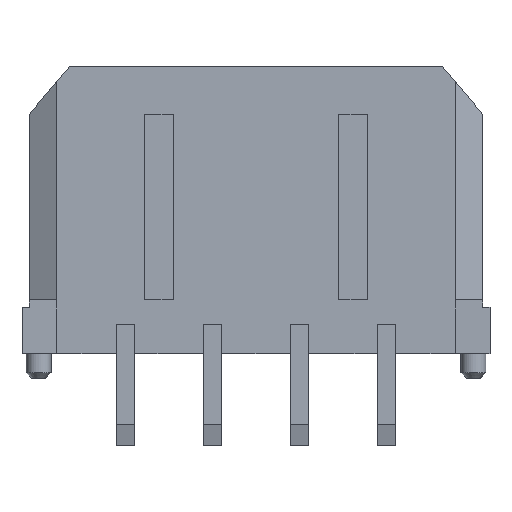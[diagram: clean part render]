
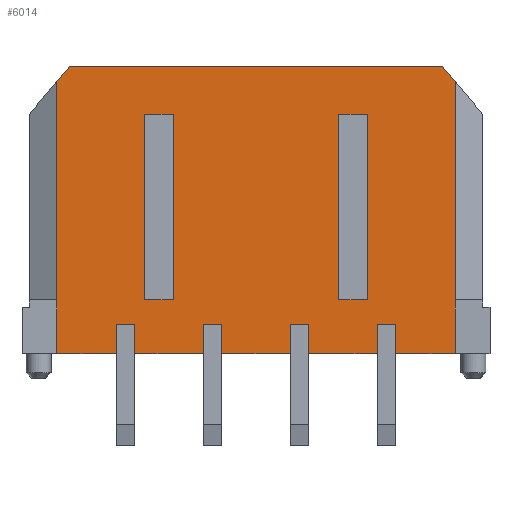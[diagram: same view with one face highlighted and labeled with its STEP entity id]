
A CAD part, front view. The second image highlights one B-rep face of the part: STEP entity #6014.
In plain terms, the highlighted planar face has unit normal (0, -1, 0).
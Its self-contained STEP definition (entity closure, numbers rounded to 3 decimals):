
#1507=DIRECTION('',(1.,0.,0.));
#1508=VECTOR('',#1507,1.);
#1509=CARTESIAN_POINT('',(-3.85,-3.47,3.3));
#1510=LINE('',#1509,#1508);
#1511=DIRECTION('',(0.,0.,1.));
#1512=VECTOR('',#1511,6.41);
#1513=CARTESIAN_POINT('',(-3.85,-3.47,-3.11));
#1514=LINE('',#1513,#1512);
#1515=DIRECTION('',(1.,0.,0.));
#1516=VECTOR('',#1515,1.);
#1517=CARTESIAN_POINT('',(-3.85,-3.47,-3.11));
#1518=LINE('',#1517,#1516);
#1519=DIRECTION('',(0.,0.,1.));
#1520=VECTOR('',#1519,6.41);
#1521=CARTESIAN_POINT('',(-2.85,-3.47,-3.11));
#1522=LINE('',#1521,#1520);
#1523=DIRECTION('',(1.,0.,0.));
#1524=VECTOR('',#1523,1.);
#1525=CARTESIAN_POINT('',(2.85,-3.47,3.3));
#1526=LINE('',#1525,#1524);
#1527=DIRECTION('',(0.,0.,1.));
#1528=VECTOR('',#1527,6.41);
#1529=CARTESIAN_POINT('',(2.85,-3.47,-3.11));
#1530=LINE('',#1529,#1528);
#1531=DIRECTION('',(1.,0.,0.));
#1532=VECTOR('',#1531,1.);
#1533=CARTESIAN_POINT('',(2.85,-3.47,-3.11));
#1534=LINE('',#1533,#1532);
#1535=DIRECTION('',(0.,0.,1.));
#1536=VECTOR('',#1535,6.41);
#1537=CARTESIAN_POINT('',(3.85,-3.47,-3.11));
#1538=LINE('',#1537,#1536);
#1539=DIRECTION('',(0.,0.,1.));
#1540=VECTOR('',#1539,1.);
#1541=CARTESIAN_POINT('',(-4.82,-3.47,-4.96));
#1542=LINE('',#1541,#1540);
#1543=DIRECTION('',(0.,0.,-1.));
#1544=VECTOR('',#1543,7.53);
#1545=CARTESIAN_POINT('',(-6.875,-3.47,4.42));
#1546=LINE('',#1545,#1544);
#1547=DIRECTION('',(-0.647,0.,-0.763));
#1548=VECTOR('',#1547,0.696);
#1549=CARTESIAN_POINT('',(-6.425,-3.47,4.95));
#1550=LINE('',#1549,#1548);
#1551=DIRECTION('',(1.,0.,0.));
#1552=VECTOR('',#1551,12.85);
#1553=CARTESIAN_POINT('',(-6.425,-3.47,4.95));
#1554=LINE('',#1553,#1552);
#1555=DIRECTION('',(-0.647,0.,0.763));
#1556=VECTOR('',#1555,0.696);
#1557=CARTESIAN_POINT('',(6.875,-3.47,4.42));
#1558=LINE('',#1557,#1556);
#1559=DIRECTION('',(0.,0.,-1.));
#1560=VECTOR('',#1559,7.53);
#1561=CARTESIAN_POINT('',(6.875,-3.47,4.42));
#1562=LINE('',#1561,#1560);
#1563=DIRECTION('',(0.,0.,-1.));
#1564=VECTOR('',#1563,1.85);
#1565=CARTESIAN_POINT('',(6.875,-3.47,-3.11));
#1566=LINE('',#1565,#1564);
#1567=DIRECTION('',(0.,0.,1.));
#1568=VECTOR('',#1567,1.);
#1569=CARTESIAN_POINT('',(4.82,-3.47,-4.96));
#1570=LINE('',#1569,#1568);
#1571=DIRECTION('',(1.,0.,0.));
#1572=VECTOR('',#1571,0.64);
#1573=CARTESIAN_POINT('',(4.18,-3.47,-3.96));
#1574=LINE('',#1573,#1572);
#1575=DIRECTION('',(0.,0.,1.));
#1576=VECTOR('',#1575,1.);
#1577=CARTESIAN_POINT('',(4.18,-3.47,-4.96));
#1578=LINE('',#1577,#1576);
#1579=DIRECTION('',(0.,0.,1.));
#1580=VECTOR('',#1579,1.);
#1581=CARTESIAN_POINT('',(1.82,-3.47,-4.96));
#1582=LINE('',#1581,#1580);
#1583=DIRECTION('',(1.,0.,0.));
#1584=VECTOR('',#1583,0.64);
#1585=CARTESIAN_POINT('',(1.18,-3.47,-3.96));
#1586=LINE('',#1585,#1584);
#1587=DIRECTION('',(0.,0.,1.));
#1588=VECTOR('',#1587,1.);
#1589=CARTESIAN_POINT('',(1.18,-3.47,-4.96));
#1590=LINE('',#1589,#1588);
#1591=DIRECTION('',(0.,0.,1.));
#1592=VECTOR('',#1591,1.);
#1593=CARTESIAN_POINT('',(-1.18,-3.47,-4.96));
#1594=LINE('',#1593,#1592);
#1595=DIRECTION('',(1.,0.,0.));
#1596=VECTOR('',#1595,0.64);
#1597=CARTESIAN_POINT('',(-1.82,-3.47,-3.96));
#1598=LINE('',#1597,#1596);
#1599=DIRECTION('',(0.,0.,1.));
#1600=VECTOR('',#1599,1.);
#1601=CARTESIAN_POINT('',(-1.82,-3.47,-4.96));
#1602=LINE('',#1601,#1600);
#1603=DIRECTION('',(0.,0.,1.));
#1604=VECTOR('',#1603,1.);
#1605=CARTESIAN_POINT('',(-4.18,-3.47,-4.96));
#1606=LINE('',#1605,#1604);
#1607=DIRECTION('',(1.,0.,0.));
#1608=VECTOR('',#1607,0.64);
#1609=CARTESIAN_POINT('',(-4.82,-3.47,-3.96));
#1610=LINE('',#1609,#1608);
#1747=DIRECTION('',(-1.,0.,0.));
#1748=VECTOR('',#1747,2.055);
#1749=CARTESIAN_POINT('',(6.875,-3.47,-4.96));
#1750=LINE('',#1749,#1748);
#1763=DIRECTION('',(-1.,0.,0.));
#1764=VECTOR('',#1763,2.36);
#1765=CARTESIAN_POINT('',(4.18,-3.47,-4.96));
#1766=LINE('',#1765,#1764);
#1779=DIRECTION('',(-1.,0.,0.));
#1780=VECTOR('',#1779,2.36);
#1781=CARTESIAN_POINT('',(1.18,-3.47,-4.96));
#1782=LINE('',#1781,#1780);
#1803=DIRECTION('',(-1.,0.,0.));
#1804=VECTOR('',#1803,2.055);
#1805=CARTESIAN_POINT('',(-4.82,-3.47,-4.96));
#1806=LINE('',#1805,#1804);
#1811=DIRECTION('',(-1.,0.,0.));
#1812=VECTOR('',#1811,2.36);
#1813=CARTESIAN_POINT('',(-1.82,-3.47,-4.96));
#1814=LINE('',#1813,#1812);
#1947=DIRECTION('',(0.,0.,-1.));
#1948=VECTOR('',#1947,1.85);
#1949=CARTESIAN_POINT('',(-6.875,-3.47,-3.11));
#1950=LINE('',#1949,#1948);
#3235=CARTESIAN_POINT('',(-6.425,-3.47,4.95));
#3236=CARTESIAN_POINT('',(6.425,-3.47,4.95));
#3237=VERTEX_POINT('',#3235);
#3238=VERTEX_POINT('',#3236);
#3326=CARTESIAN_POINT('',(4.18,-3.47,-4.96));
#3328=VERTEX_POINT('',#3326);
#3330=CARTESIAN_POINT('',(4.82,-3.47,-4.96));
#3332=VERTEX_POINT('',#3330);
#3338=CARTESIAN_POINT('',(1.18,-3.47,-4.96));
#3340=VERTEX_POINT('',#3338);
#3342=CARTESIAN_POINT('',(1.82,-3.47,-4.96));
#3344=VERTEX_POINT('',#3342);
#3350=CARTESIAN_POINT('',(-1.82,-3.47,-4.96));
#3352=VERTEX_POINT('',#3350);
#3354=CARTESIAN_POINT('',(-1.18,-3.47,-4.96));
#3356=VERTEX_POINT('',#3354);
#3362=CARTESIAN_POINT('',(-4.82,-3.47,-4.96));
#3364=VERTEX_POINT('',#3362);
#3366=CARTESIAN_POINT('',(-4.18,-3.47,-4.96));
#3368=VERTEX_POINT('',#3366);
#3374=CARTESIAN_POINT('',(6.875,-3.47,-3.11));
#3376=VERTEX_POINT('',#3374);
#3378=CARTESIAN_POINT('',(-6.875,-3.47,-3.11));
#3380=VERTEX_POINT('',#3378);
#3385=CARTESIAN_POINT('',(6.875,-3.47,-4.96));
#3386=VERTEX_POINT('',#3385);
#3387=CARTESIAN_POINT('',(-6.875,-3.47,-4.96));
#3388=VERTEX_POINT('',#3387);
#3389=CARTESIAN_POINT('',(4.18,-3.47,-3.96));
#3390=VERTEX_POINT('',#3389);
#3391=CARTESIAN_POINT('',(4.82,-3.47,-3.96));
#3392=VERTEX_POINT('',#3391);
#3393=CARTESIAN_POINT('',(1.18,-3.47,-3.96));
#3394=VERTEX_POINT('',#3393);
#3395=CARTESIAN_POINT('',(1.82,-3.47,-3.96));
#3396=VERTEX_POINT('',#3395);
#3397=CARTESIAN_POINT('',(-1.82,-3.47,-3.96));
#3398=VERTEX_POINT('',#3397);
#3399=CARTESIAN_POINT('',(-1.18,-3.47,-3.96));
#3400=VERTEX_POINT('',#3399);
#3401=CARTESIAN_POINT('',(-4.82,-3.47,-3.96));
#3402=VERTEX_POINT('',#3401);
#3403=CARTESIAN_POINT('',(-4.18,-3.47,-3.96));
#3404=VERTEX_POINT('',#3403);
#3573=CARTESIAN_POINT('',(-3.85,-3.47,3.3));
#3574=CARTESIAN_POINT('',(-2.85,-3.47,3.3));
#3575=VERTEX_POINT('',#3573);
#3576=VERTEX_POINT('',#3574);
#3577=CARTESIAN_POINT('',(2.85,-3.47,3.3));
#3578=CARTESIAN_POINT('',(3.85,-3.47,3.3));
#3579=VERTEX_POINT('',#3577);
#3580=VERTEX_POINT('',#3578);
#3581=CARTESIAN_POINT('',(-3.85,-3.47,-3.11));
#3582=CARTESIAN_POINT('',(-2.85,-3.47,-3.11));
#3583=VERTEX_POINT('',#3581);
#3584=VERTEX_POINT('',#3582);
#3585=CARTESIAN_POINT('',(2.85,-3.47,-3.11));
#3586=CARTESIAN_POINT('',(3.85,-3.47,-3.11));
#3587=VERTEX_POINT('',#3585);
#3588=VERTEX_POINT('',#3586);
#4193=CARTESIAN_POINT('',(6.875,-3.47,4.42));
#4194=VERTEX_POINT('',#4193);
#4195=CARTESIAN_POINT('',(-6.875,-3.47,4.42));
#4196=VERTEX_POINT('',#4195);
#5943=CARTESIAN_POINT('',(-7.825,-3.47,4.95));
#5944=DIRECTION('',(0.,-1.,0.));
#5945=DIRECTION('',(0.,0.,-1.));
#5946=AXIS2_PLACEMENT_3D('',#5943,#5944,#5945);
#5947=PLANE('',#5946);
#5949=ORIENTED_EDGE('',*,*,#5948,.F.);
#5951=ORIENTED_EDGE('',*,*,#5950,.T.);
#5953=ORIENTED_EDGE('',*,*,#5952,.F.);
#5955=ORIENTED_EDGE('',*,*,#5954,.F.);
#5956=ORIENTED_EDGE('',*,*,#4790,.F.);
#5957=ORIENTED_EDGE('',*,*,#5840,.T.);
#5958=ORIENTED_EDGE('',*,*,#4737,.F.);
#5960=ORIENTED_EDGE('',*,*,#5959,.T.);
#5962=ORIENTED_EDGE('',*,*,#5961,.T.);
#5964=ORIENTED_EDGE('',*,*,#5963,.T.);
#5965=ORIENTED_EDGE('',*,*,#5277,.T.);
#5967=ORIENTED_EDGE('',*,*,#5966,.F.);
#5969=ORIENTED_EDGE('',*,*,#5968,.F.);
#5971=ORIENTED_EDGE('',*,*,#5970,.T.);
#5973=ORIENTED_EDGE('',*,*,#5972,.T.);
#5975=ORIENTED_EDGE('',*,*,#5974,.F.);
#5977=ORIENTED_EDGE('',*,*,#5976,.F.);
#5979=ORIENTED_EDGE('',*,*,#5978,.T.);
#5981=ORIENTED_EDGE('',*,*,#5980,.T.);
#5983=ORIENTED_EDGE('',*,*,#5982,.F.);
#5985=ORIENTED_EDGE('',*,*,#5984,.F.);
#5987=ORIENTED_EDGE('',*,*,#5986,.T.);
#5989=ORIENTED_EDGE('',*,*,#5988,.T.);
#5991=ORIENTED_EDGE('',*,*,#5990,.F.);
#5992=EDGE_LOOP('',(#5949,#5951,#5953,#5955,#5956,#5957,#5958,#5960,#5962,#5964,
#5965,#5967,#5969,#5971,#5973,#5975,#5977,#5979,#5981,#5983,#5985,#5987,#5989,
#5991));
#5993=FACE_OUTER_BOUND('',#5992,.F.);
#5995=ORIENTED_EDGE('',*,*,#5994,.F.);
#5997=ORIENTED_EDGE('',*,*,#5996,.F.);
#5999=ORIENTED_EDGE('',*,*,#5998,.T.);
#6001=ORIENTED_EDGE('',*,*,#6000,.T.);
#6002=EDGE_LOOP('',(#5995,#5997,#5999,#6001));
#6003=FACE_BOUND('',#6002,.F.);
#6005=ORIENTED_EDGE('',*,*,#6004,.F.);
#6007=ORIENTED_EDGE('',*,*,#6006,.F.);
#6009=ORIENTED_EDGE('',*,*,#6008,.T.);
#6011=ORIENTED_EDGE('',*,*,#6010,.T.);
#6012=EDGE_LOOP('',(#6005,#6007,#6009,#6011));
#6013=FACE_BOUND('',#6012,.F.);
#6014=ADVANCED_FACE('',(#5993,#6003,#6013),#5947,.T.);
#4737=EDGE_CURVE('',#4194,#3238,#1558,.T.);
#4790=EDGE_CURVE('',#3237,#4196,#1550,.T.);
#5277=EDGE_CURVE('',#3332,#3392,#1570,.T.);
#5840=EDGE_CURVE('',#3237,#3238,#1554,.T.);
#5948=EDGE_CURVE('',#3364,#3402,#1542,.T.);
#5950=EDGE_CURVE('',#3364,#3388,#1806,.T.);
#5952=EDGE_CURVE('',#3380,#3388,#1950,.T.);
#5954=EDGE_CURVE('',#4196,#3380,#1546,.T.);
#5959=EDGE_CURVE('',#4194,#3376,#1562,.T.);
#5961=EDGE_CURVE('',#3376,#3386,#1566,.T.);
#5963=EDGE_CURVE('',#3386,#3332,#1750,.T.);
#5966=EDGE_CURVE('',#3390,#3392,#1574,.T.);
#5968=EDGE_CURVE('',#3328,#3390,#1578,.T.);
#5970=EDGE_CURVE('',#3328,#3344,#1766,.T.);
#5972=EDGE_CURVE('',#3344,#3396,#1582,.T.);
#5974=EDGE_CURVE('',#3394,#3396,#1586,.T.);
#5976=EDGE_CURVE('',#3340,#3394,#1590,.T.);
#5978=EDGE_CURVE('',#3340,#3356,#1782,.T.);
#5980=EDGE_CURVE('',#3356,#3400,#1594,.T.);
#5982=EDGE_CURVE('',#3398,#3400,#1598,.T.);
#5984=EDGE_CURVE('',#3352,#3398,#1602,.T.);
#5986=EDGE_CURVE('',#3352,#3368,#1814,.T.);
#5988=EDGE_CURVE('',#3368,#3404,#1606,.T.);
#5990=EDGE_CURVE('',#3402,#3404,#1610,.T.);
#5994=EDGE_CURVE('',#3579,#3580,#1526,.T.);
#5996=EDGE_CURVE('',#3587,#3579,#1530,.T.);
#5998=EDGE_CURVE('',#3587,#3588,#1534,.T.);
#6000=EDGE_CURVE('',#3588,#3580,#1538,.T.);
#6004=EDGE_CURVE('',#3575,#3576,#1510,.T.);
#6006=EDGE_CURVE('',#3583,#3575,#1514,.T.);
#6008=EDGE_CURVE('',#3583,#3584,#1518,.T.);
#6010=EDGE_CURVE('',#3584,#3576,#1522,.T.);
